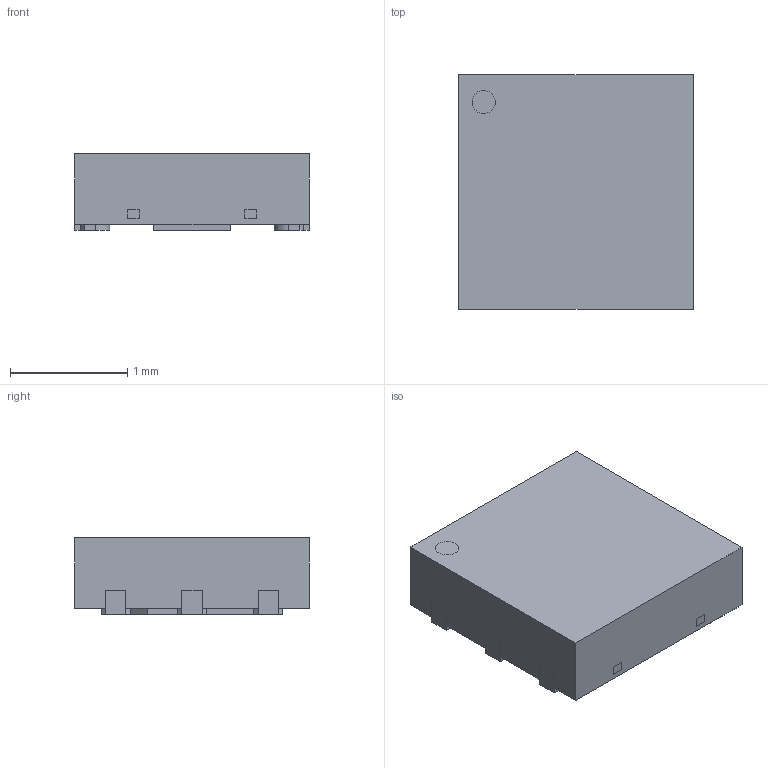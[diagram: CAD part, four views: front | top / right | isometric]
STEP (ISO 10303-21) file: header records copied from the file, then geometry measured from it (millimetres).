
FILE_DESCRIPTION(/* description */ (''),/* implementation_level */ '2;1');
FILE_NAME(/* name */ 'OPT3001DNPT.step',/* time_stamp */ '2023-11-05T20:41:17-08:00',/* author */ (''),/* organization */ (''),/* preprocessor_version */ 'ST-DEVELOPER v20',/* originating_system */ 'Autodesk Translation Framework v12.14.0.127',/* authorisation */ '');
FILE_SCHEMA (('AUTOMOTIVE_DESIGN { 1 0 10303 214 3 1 1 }'));
Length unit declared in the file: millimetre
Products named in the file (1): (Unsaved)
Bounding box: 2 x 2 x 0.65 mm (x, y, z)
Volume: 2.5 mm3; surface area: 18.8 mm2
Topology: 13 solids, 13 shells, 176 faces, 432 edges, 288 vertices
Faces by surface type: plane 162, cylinder 14
Full cylindrical faces by diameter (mm): 0.198 x2
Entity records: 5146 total; most frequent: CARTESIAN_POINT 897, ORIENTED_EDGE 864, DIRECTION 814, EDGE_CURVE 432, LINE 404, VECTOR 404, VERTEX_POINT 288, AXIS2_PLACEMENT_3D 205
